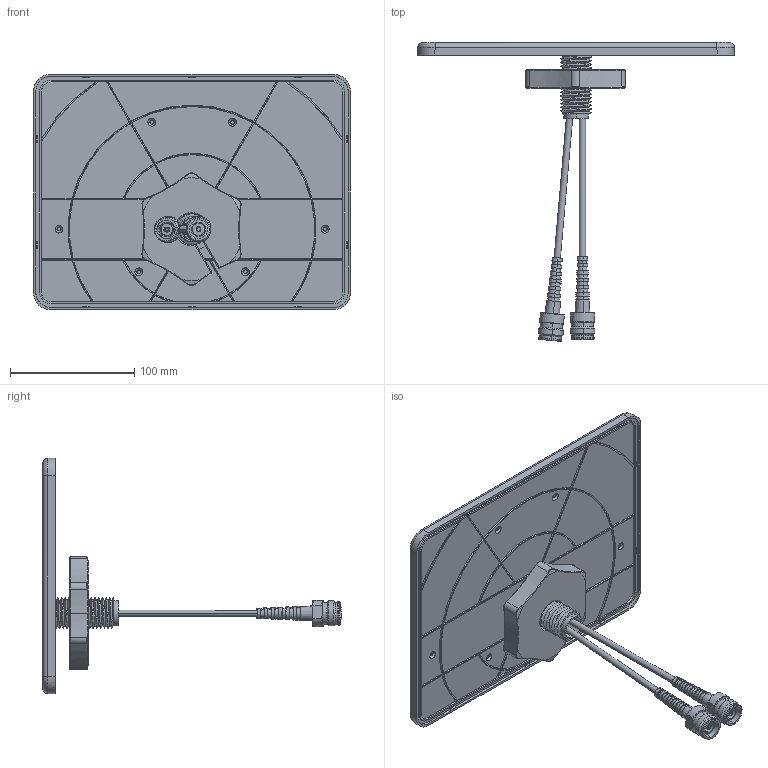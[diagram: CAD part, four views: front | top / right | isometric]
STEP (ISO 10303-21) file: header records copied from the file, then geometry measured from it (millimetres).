
FILE_DESCRIPTION (( 'STEP AP203' ), '1' );
FILE_NAME ('HG74206DPSQCUPR-4F_3D.STEP', '2022-06-15T22:41:49', ( '' ), ( '' ), 'SwSTEP 2.0', 'SolidWorks 2021', '' );
FILE_SCHEMA (( 'CONFIG_CONTROL_DESIGN' ));
Length unit declared in the file: millimetre
Products named in the file (6): ???_402_BLUE.stp___; ??ABS??.stp___; ?????????_????.stp___; ?????_?????????_4310????(AI698-4200HH06i360B-4310F).stp___; 4.3-10 Female???????_??.stp___; HG74206DPSQCUPR-4F_3D
Assembly tree (7 placements, depth 3):
  HG74206DPSQCUPR-4F_3D
    ?????_?????????_4310????(AI698-4200HH06i360B-4310F).stp___
      ?????????_????.stp___
      ??ABS??.stp___
      ???_402_BLUE.stp___  x2
      4.3-10 Female???????_??.stp___  x2
Bounding box: 255.52 x 240.55 x 190 mm (x, y, z)
Volume: 415432.1 mm3; surface area: 186933 mm2
Topology: 8 solids, 11 shells, 998 faces, 2533 edges, 1574 vertices
Faces by surface type: plane 381, cylinder 315, cone 165, bspline 54, sphere 44, torus 39
Entity records: 37769 total; most frequent: CARTESIAN_POINT 16436, ORIENTED_EDGE 4530, DIRECTION 4084, EDGE_CURVE 2265, AXIS2_PLACEMENT_3D 1495, VERTEX_POINT 1431, VECTOR 1094, LINE 1094
